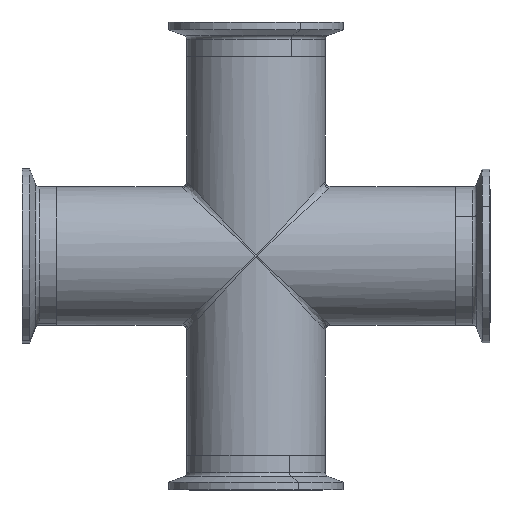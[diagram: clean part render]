
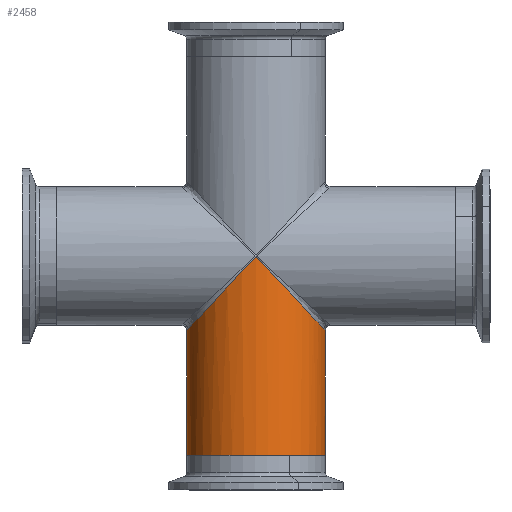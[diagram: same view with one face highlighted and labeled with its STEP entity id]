
A CAD part, front view. The second image highlights one B-rep face of the part: STEP entity #2458.
In plain terms, the highlighted cylindrical face has radius 25.4 mm (diameter 50.8 mm), a partial arc.
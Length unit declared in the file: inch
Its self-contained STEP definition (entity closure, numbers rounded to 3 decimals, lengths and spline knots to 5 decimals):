
#5 = EDGE_CURVE ( 'NONE', #932, #1597, #373, .T. ) ;
#19 = ORIENTED_EDGE ( 'NONE', *, *, #343, .T. ) ;
#22 = DIRECTION ( 'NONE',  ( 0., 0., 1. ) ) ;
#149 = AXIS2_PLACEMENT_3D ( 'NONE', #205, #22, #1728 ) ;
#195 = EDGE_CURVE ( 'NONE', #703, #731, #1590, .T. ) ;
#205 = CARTESIAN_POINT ( 'NONE',  ( 0., 0., -2.87402 ) ) ;
#214 = CARTESIAN_POINT ( 'NONE',  ( 0.58579, -1., -0.63191 ) ) ;
#222 = CARTESIAN_POINT ( 'NONE',  ( 1., 0., -1.07874 ) ) ;
#276 = ORIENTED_EDGE ( 'NONE', *, *, #367, .T. ) ;
#282 = CARTESIAN_POINT ( 'NONE',  ( 0., -1., 0. ) ) ;
#328 =( BOUNDED_CURVE ( )  B_SPLINE_CURVE ( 3, ( #222, #1184, #214, #442 ),
 .UNSPECIFIED., .F., .F. ) 
 B_SPLINE_CURVE_WITH_KNOTS ( ( 4, 4 ),
 ( 0., 1.5708 ),
 .UNSPECIFIED. ) 
 CURVE ( )  GEOMETRIC_REPRESENTATION_ITEM ( )  RATIONAL_B_SPLINE_CURVE ( ( 1., 0.805, 0.805, 1. ) ) 
 REPRESENTATION_ITEM ( '' )  );
#343 = EDGE_CURVE ( 'NONE', #1370, #1597, #1104, .T. ) ;
#367 = EDGE_CURVE ( 'NONE', #932, #703, #328, .T. ) ;
#373 = LINE ( 'NONE', #1823, #590 ) ;
#403 = ORIENTED_EDGE ( 'NONE', *, *, #5, .F. ) ;
#442 = CARTESIAN_POINT ( 'NONE',  ( 0., -1., 0. ) ) ;
#483 = DIRECTION ( 'NONE',  ( 0., 0., -1. ) ) ;
#590 = VECTOR ( 'NONE', #483, 39.37008 ) ;
#674 = CARTESIAN_POINT ( 'NONE',  ( -1., 0., -1.07874 ) ) ;
#696 = CARTESIAN_POINT ( 'NONE',  ( 1., 0., -2.87402 ) ) ;
#703 = VERTEX_POINT ( 'NONE', #282 ) ;
#704 = EDGE_LOOP ( 'NONE', ( #403, #276, #1727, #1431, #19 ) ) ;
#731 = VERTEX_POINT ( 'NONE', #674 ) ;
#732 = AXIS2_PLACEMENT_3D ( 'NONE', #1753, #1922, #2124 ) ;
#858 = CARTESIAN_POINT ( 'NONE',  ( 1., 0., -1.07874 ) ) ;
#932 = VERTEX_POINT ( 'NONE', #858 ) ;
#1009 = CARTESIAN_POINT ( 'NONE',  ( -1., -0.58579, -1.07874 ) ) ;
#1023 = CARTESIAN_POINT ( 'NONE',  ( 0., -1., 0. ) ) ;
#1076 = LINE ( 'NONE', #1919, #2405 ) ;
#1104 = CIRCLE ( 'NONE', #149, 1. ) ;
#1184 = CARTESIAN_POINT ( 'NONE',  ( 1., -0.58579, -1.07874 ) ) ;
#1370 = VERTEX_POINT ( 'NONE', #1946 ) ;
#1431 = ORIENTED_EDGE ( 'NONE', *, *, #1814, .T. ) ;
#1590 =( BOUNDED_CURVE ( )  B_SPLINE_CURVE ( 3, ( #1023, #2351, #1009, #1975 ),
 .UNSPECIFIED., .F., .F. ) 
 B_SPLINE_CURVE_WITH_KNOTS ( ( 4, 4 ),
 ( 4.71239, 6.28319 ),
 .UNSPECIFIED. ) 
 CURVE ( )  GEOMETRIC_REPRESENTATION_ITEM ( )  RATIONAL_B_SPLINE_CURVE ( ( 1., 0.805, 0.805, 1. ) ) 
 REPRESENTATION_ITEM ( '' )  );
#1597 = VERTEX_POINT ( 'NONE', #696 ) ;
#1612 = CYLINDRICAL_SURFACE ( 'NONE', #732, 1. ) ;
#1727 = ORIENTED_EDGE ( 'NONE', *, *, #195, .T. ) ;
#1728 = DIRECTION ( 'NONE',  ( 1., 0., 0. ) ) ;
#1753 = CARTESIAN_POINT ( 'NONE',  ( 0., 0., 2.87402 ) ) ;
#1814 = EDGE_CURVE ( 'NONE', #731, #1370, #1076, .T. ) ;
#1823 = CARTESIAN_POINT ( 'NONE',  ( 1., 0., 2.87402 ) ) ;
#1919 = CARTESIAN_POINT ( 'NONE',  ( -1., 0., 2.87402 ) ) ;
#1922 = DIRECTION ( 'NONE',  ( 0., 0., -1. ) ) ;
#1946 = CARTESIAN_POINT ( 'NONE',  ( -1., 0., -2.87402 ) ) ;
#1975 = CARTESIAN_POINT ( 'NONE',  ( -1., 0., -1.07874 ) ) ;
#1998 = FACE_OUTER_BOUND ( 'NONE', #704, .T. ) ;
#2124 = DIRECTION ( 'NONE',  ( -1., 0., 0. ) ) ;
#2292 = DIRECTION ( 'NONE',  ( 0., 0., -1. ) ) ;
#2351 = CARTESIAN_POINT ( 'NONE',  ( -0.58579, -1., -0.63191 ) ) ;
#2405 = VECTOR ( 'NONE', #2292, 39.37008 ) ;
#2458 = ADVANCED_FACE ( 'NONE', ( #1998 ), #1612, .T. ) ;
